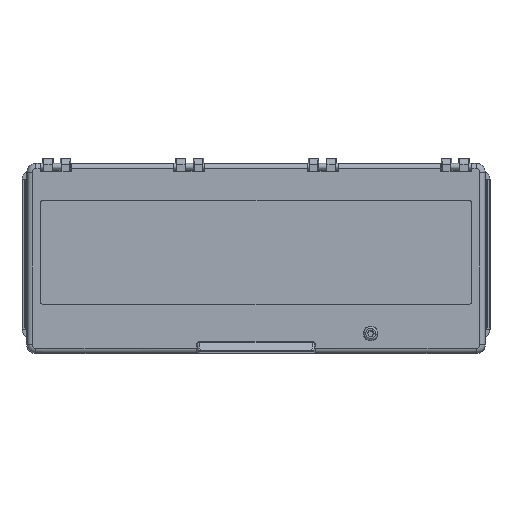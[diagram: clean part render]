
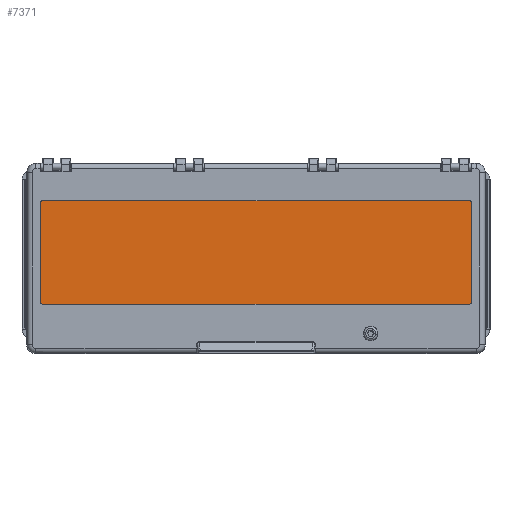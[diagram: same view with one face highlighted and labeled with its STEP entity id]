
A CAD part, top view. The second image highlights one B-rep face of the part: STEP entity #7371.
In plain terms, the highlighted face is planar.
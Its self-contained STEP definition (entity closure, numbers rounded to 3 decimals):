
#7263 = EDGE_CURVE ( 'NONE', #7264, #7279, #13803, .T. ) ;
#7264 = VERTEX_POINT ( 'NONE', #13799 ) ;
#7278 = EDGE_CURVE ( 'NONE', #7279, #7297, #13846, .T. ) ;
#7279 = VERTEX_POINT ( 'NONE', #13837 ) ;
#7294 = VERTEX_POINT ( 'NONE', #13876 ) ;
#7296 = EDGE_CURVE ( 'NONE', #7297, #7294, #13875, .T. ) ;
#7297 = VERTEX_POINT ( 'NONE', #13870 ) ;
#7301 = EDGE_CURVE ( 'NONE', #7302, #7318, #13864, .T. ) ;
#7302 = VERTEX_POINT ( 'NONE', #13854 ) ;
#7310 = EDGE_CURVE ( 'NONE', #7294, #7302, #13909, .T. ) ;
#7317 = EDGE_CURVE ( 'NONE', #7318, #7336, #13899, .T. ) ;
#7318 = VERTEX_POINT ( 'NONE', #13890 ) ;
#7326 = EDGE_CURVE ( 'NONE', #7327, #7264, #13940, .T. ) ;
#7327 = VERTEX_POINT ( 'NONE', #13936 ) ;
#7335 = EDGE_CURVE ( 'NONE', #7336, #7327, #13928, .T. ) ;
#7336 = VERTEX_POINT ( 'NONE', #13920 ) ;
#7371 = ADVANCED_FACE ( 'NONE', ( #13979 ), #13978, .T. ) ;
#7372 = EDGE_LOOP ( 'NONE', ( #7373, #7374, #7375, #7376, #7377, #7378, #7379, #7380 ) ) ;
#7373 = ORIENTED_EDGE ( 'NONE', *, *, #7296, .T. ) ;
#7374 = ORIENTED_EDGE ( 'NONE', *, *, #7310, .T. ) ;
#7375 = ORIENTED_EDGE ( 'NONE', *, *, #7301, .T. ) ;
#7376 = ORIENTED_EDGE ( 'NONE', *, *, #7317, .T. ) ;
#7377 = ORIENTED_EDGE ( 'NONE', *, *, #7335, .T. ) ;
#7378 = ORIENTED_EDGE ( 'NONE', *, *, #7326, .T. ) ;
#7379 = ORIENTED_EDGE ( 'NONE', *, *, #7263, .T. ) ;
#7380 = ORIENTED_EDGE ( 'NONE', *, *, #7278, .T. ) ;
#13799 = CARTESIAN_POINT ( 'NONE',  ( -117.1, 7.8, -31.85 ) ) ;
#13800 = DIRECTION ( 'NONE',  ( 0., 0., 1. ) ) ;
#13801 = DIRECTION ( 'NONE',  ( 0., 1., 0. ) ) ;
#13802 = AXIS2_PLACEMENT_3D ( 'NONE', #13807, #13801, #13800 ) ;
#13803 = CIRCLE ( 'NONE', #13802, 1.4 ) ;
#13807 = CARTESIAN_POINT ( 'NONE',  ( -117.1, 7.8, -30.45 ) ) ;
#13837 = CARTESIAN_POINT ( 'NONE',  ( -118.5, 7.8, -30.45 ) ) ;
#13838 = DIRECTION ( 'NONE',  ( 0., 0., 1. ) ) ;
#13839 = VECTOR ( 'NONE', #13838, 1000. ) ;
#13840 = CARTESIAN_POINT ( 'NONE',  ( -118.5, 7.8, -30.45 ) ) ;
#13846 = LINE ( 'NONE', #13840, #13839 ) ;
#13854 = CARTESIAN_POINT ( 'NONE',  ( 117.1, 7.8, 25.15 ) ) ;
#13855 = DIRECTION ( 'NONE',  ( 0., 0., 1. ) ) ;
#13856 = DIRECTION ( 'NONE',  ( 0., 1., 0. ) ) ;
#13857 = CARTESIAN_POINT ( 'NONE',  ( 117.1, 7.8, 23.75 ) ) ;
#13858 = AXIS2_PLACEMENT_3D ( 'NONE', #13857, #13856, #13855 ) ;
#13864 = CIRCLE ( 'NONE', #13858, 1.4 ) ;
#13870 = CARTESIAN_POINT ( 'NONE',  ( -118.5, 7.8, 23.75 ) ) ;
#13871 = DIRECTION ( 'NONE',  ( 0., 0., 1. ) ) ;
#13872 = DIRECTION ( 'NONE',  ( 0., 1., 0. ) ) ;
#13873 = CARTESIAN_POINT ( 'NONE',  ( -117.1, 7.8, 23.75 ) ) ;
#13874 = AXIS2_PLACEMENT_3D ( 'NONE', #13873, #13872, #13871 ) ;
#13875 = CIRCLE ( 'NONE', #13874, 1.4 ) ;
#13876 = CARTESIAN_POINT ( 'NONE',  ( -117.1, 7.8, 25.15 ) ) ;
#13890 = CARTESIAN_POINT ( 'NONE',  ( 118.5, 7.8, 23.75 ) ) ;
#13891 = DIRECTION ( 'NONE',  ( 0., 0., -1. ) ) ;
#13892 = VECTOR ( 'NONE', #13891, 1000. ) ;
#13893 = CARTESIAN_POINT ( 'NONE',  ( 118.5, 7.8, -30.45 ) ) ;
#13899 = LINE ( 'NONE', #13893, #13892 ) ;
#13901 = DIRECTION ( 'NONE',  ( 1., 0., 0. ) ) ;
#13902 = VECTOR ( 'NONE', #13901, 1000. ) ;
#13903 = CARTESIAN_POINT ( 'NONE',  ( -117.1, 7.8, 25.15 ) ) ;
#13909 = LINE ( 'NONE', #13903, #13902 ) ;
#13920 = CARTESIAN_POINT ( 'NONE',  ( 118.5, 7.8, -30.45 ) ) ;
#13921 = DIRECTION ( 'NONE',  ( 0., 0., -1. ) ) ;
#13922 = DIRECTION ( 'NONE',  ( 0., 1., 0. ) ) ;
#13923 = CARTESIAN_POINT ( 'NONE',  ( 117.1, 7.8, -30.45 ) ) ;
#13924 = AXIS2_PLACEMENT_3D ( 'NONE', #13923, #13922, #13921 ) ;
#13928 = CIRCLE ( 'NONE', #13924, 1.4 ) ;
#13936 = CARTESIAN_POINT ( 'NONE',  ( 117.1, 7.8, -31.85 ) ) ;
#13937 = DIRECTION ( 'NONE',  ( -1., 0., 0. ) ) ;
#13938 = VECTOR ( 'NONE', #13937, 1000. ) ;
#13939 = CARTESIAN_POINT ( 'NONE',  ( -117.1, 7.8, -31.85 ) ) ;
#13940 = LINE ( 'NONE', #13939, #13938 ) ;
#13973 = DIRECTION ( 'NONE',  ( 0., 0., 1. ) ) ;
#13974 = DIRECTION ( 'NONE',  ( 0., 1., 0. ) ) ;
#13975 = CARTESIAN_POINT ( 'NONE',  ( -117.1, 7.8, 23.75 ) ) ;
#13976 = AXIS2_PLACEMENT_3D ( 'NONE', #13975, #13974, #13973 ) ;
#13978 = PLANE ( 'NONE',  #13976 ) ;
#13979 = FACE_OUTER_BOUND ( 'NONE', #7372, .T. ) ;
